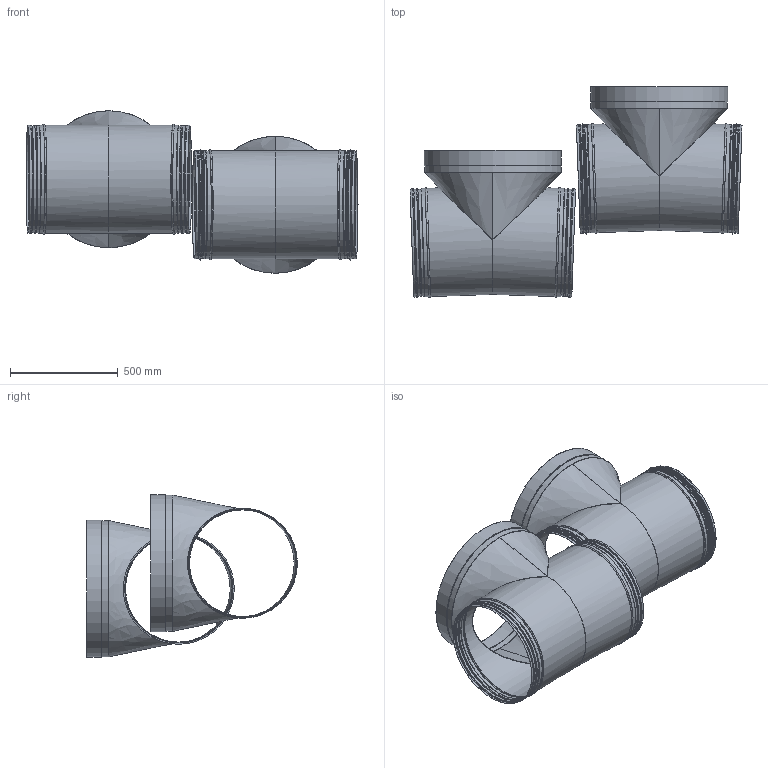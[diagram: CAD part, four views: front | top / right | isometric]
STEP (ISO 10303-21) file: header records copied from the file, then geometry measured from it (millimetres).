
FILE_DESCRIPTION(/* description */ ('Kona'),/* implementation_level */ '2;1');
FILE_NAME(/* name */ 'HTKNNH-11.stp',/* time_stamp */ '2016-06-21T14:32:03+02:00',/* author */ ('TW'),/* organization */ (''),/* preprocessor_version */ 'ST-DEVELOPER v15.6',/* originating_system */ 'Autodesk Inventor 2015',/* authorisation */ '');
FILE_SCHEMA (('AUTOMOTIVE_DESIGN { 1 0 10303 214 3 1 1 }'));
Length unit declared in the file: millimetre
Products named in the file (8): HTKNNH-B-11; HTKNNH-C-11; HTKNNH-A-11; HTKNNH-B-11-MIR; HIK-AA-8; HIK-AB-8; HTKNNH-11-Config; HTKNNH-11
Assembly tree (9 placements, depth 2):
  HTKNNH-11
    HTKNNH-B-11
    HTKNNH-C-11
    HTKNNH-A-11
    HTKNNH-B-11-MIR
    HIK-AA-8  x2
    HIK-AB-8  x2
    HTKNNH-11-Config
Bounding box: 1537.71 x 976.77 x 753.25 mm (x, y, z)
Volume: 2617228.5 mm3; surface area: 6642080.5 mm2
Topology: 12 solids, 16 shells, 275 faces, 539 edges, 295 vertices
Faces by surface type: torus 118, cylinder 70, plane 32, cone 31, bspline 24
Full cylindrical faces by diameter (mm): 494.6 x3, 495 x3, 496.6 x5, 497 x9, 500 x12, 500.6 x4, 501.6 x2, 502 x20, 514.6 x2, 630 x2, 632 x3, 633 x2, 635 x3
Entity records: 7753 total; most frequent: CARTESIAN_POINT 2975, DIRECTION 1026, ORIENTED_EDGE 578, AXIS2_PLACEMENT_3D 504, EDGE_LOOP 486, EDGE_CURVE 292, VERTEX_POINT 267, FACE_OUTER_BOUND 257
